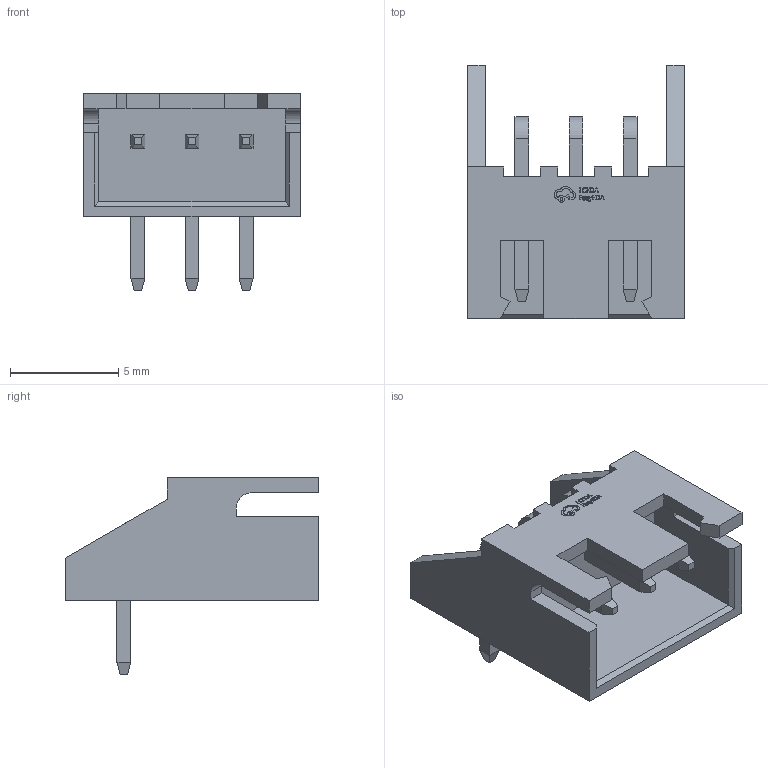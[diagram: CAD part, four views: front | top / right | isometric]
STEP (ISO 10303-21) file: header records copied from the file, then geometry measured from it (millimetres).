
FILE_DESCRIPTION (( 'STEP AP214' ), '1' );
FILE_NAME ('CONN-TH_3P-P2.50_IPCW250W13NW01R.STEP', '2023-11-26T09:29:37', ( '' ), ( '' ), 'SwSTEP 2.0', 'SolidWorks 2020', '' );
FILE_SCHEMA (( 'AUTOMOTIVE_DESIGN' ));
Length unit declared in the file: millimetre
Products named in the file (1): CONN-TH_3P-P2.50_IPCW250W13NW01R
Bounding box: 10 x 11.7 x 9.11 mm (x, y, z)
Volume: 226.1 mm3; surface area: 621.6 mm2
Topology: 1 solids, 1 shells, 341 faces, 916 edges, 602 vertices
Faces by surface type: plane 235, bspline 98, cylinder 8
Entity records: 14815 total; most frequent: CARTESIAN_POINT 3166, ORIENTED_EDGE 1832, DIRECTION 1220, EDGE_CURVE 916, LINE 700, VECTOR 700, VERTEX_POINT 602, EDGE_LOOP 366
